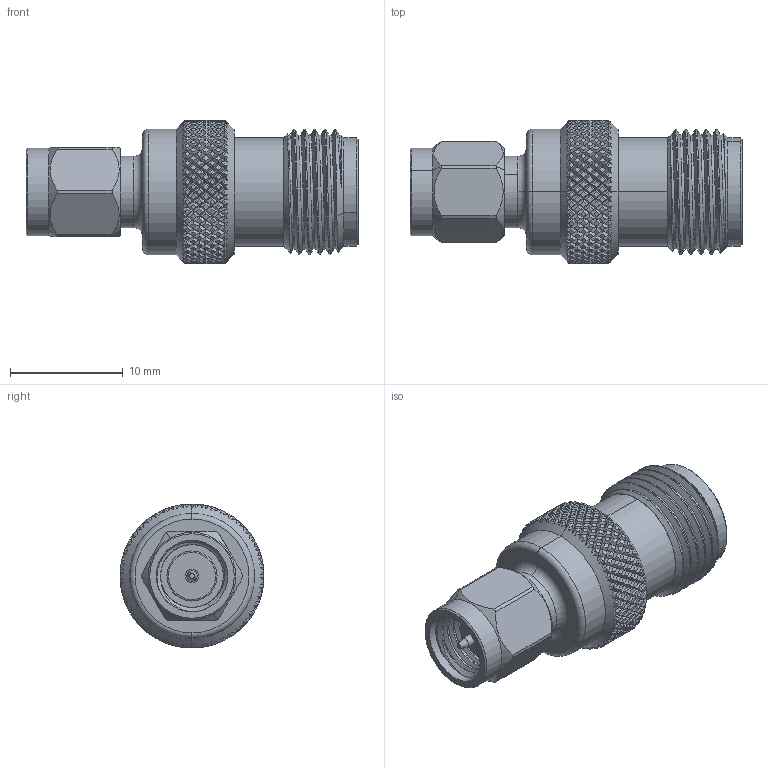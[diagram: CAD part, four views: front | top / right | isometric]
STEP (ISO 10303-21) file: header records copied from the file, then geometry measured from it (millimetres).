
FILE_DESCRIPTION (( 'STEP AP214' ), '1' );
FILE_NAME ('SM5805_3D.step', '2023-05-09T19:12:55', ( '' ), ( '' ), 'SwSTEP 2.0', 'SolidWorks 2022', '' );
FILE_SCHEMA (( 'AUTOMOTIVE_DESIGN' ));
Length unit declared in the file: inch
Products named in the file (1): SM5805_3D
Bounding box: 29.5 x 12.79 x 12.79 mm (x, y, z)
Volume: 1869.8 mm3; surface area: 2079.6 mm2
Topology: 1 solids, 1 shells, 1889 faces, 4012 edges, 2139 vertices
Faces by surface type: bspline 1448, cylinder 379, cone 36, plane 22, torus 4
Entity records: 71801 total; most frequent: CARTESIAN_POINT 47229, ORIENTED_EDGE 8024, EDGE_CURVE 4012, VERTEX_POINT 2139, EDGE_LOOP 1903, ADVANCED_FACE 1889, FACE_OUTER_BOUND 1889, B_SPLINE_CURVE_WITH_KNOTS 1759
